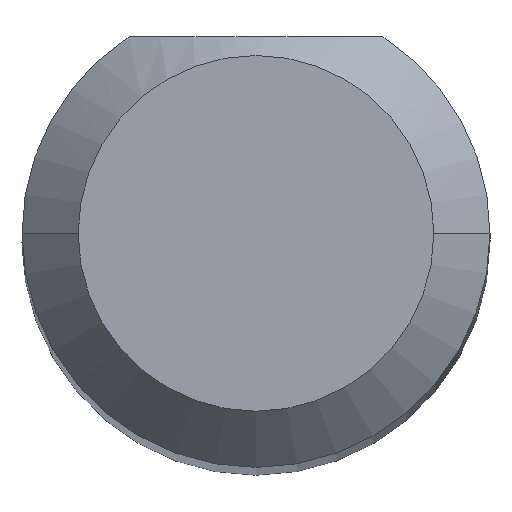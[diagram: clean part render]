
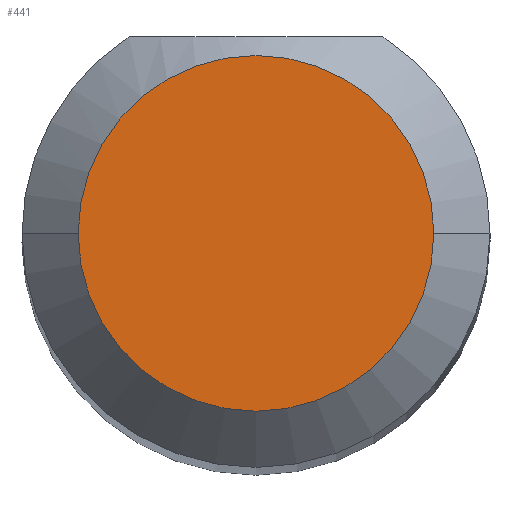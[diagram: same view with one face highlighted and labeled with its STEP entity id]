
A CAD part, top view. The second image highlights one B-rep face of the part: STEP entity #441.
In plain terms, the highlighted planar face has unit normal (0, 0, 1).
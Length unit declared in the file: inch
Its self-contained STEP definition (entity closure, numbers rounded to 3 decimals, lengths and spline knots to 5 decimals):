
#73 = DIRECTION ( 'NONE',  ( 0., 0., 1. ) ) ;
#140 = CIRCLE ( 'NONE', #532, 0.0475 ) ;
#154 = EDGE_LOOP ( 'NONE', ( #493, #223 ) ) ;
#223 = ORIENTED_EDGE ( 'NONE', *, *, #533, .F. ) ;
#235 = DIRECTION ( 'NONE',  ( -1., 0., 0. ) ) ;
#239 = CIRCLE ( 'NONE', #347, 0.0475 ) ;
#252 = CARTESIAN_POINT ( 'NONE',  ( 0.25, 0., 1.5 ) ) ;
#287 = CARTESIAN_POINT ( 'NONE',  ( 0.25, 0., 1.5 ) ) ;
#301 = DIRECTION ( 'NONE',  ( 0., 0., -1. ) ) ;
#303 = EDGE_CURVE ( 'NONE', #310, #501, #140, .T. ) ;
#310 = VERTEX_POINT ( 'NONE', #396 ) ;
#328 = DIRECTION ( 'NONE',  ( -1., 0., 0. ) ) ;
#347 = AXIS2_PLACEMENT_3D ( 'NONE', #252, #301, #427 ) ;
#386 = AXIS2_PLACEMENT_3D ( 'NONE', #287, #73, #328 ) ;
#396 = CARTESIAN_POINT ( 'NONE',  ( 0.2975, 0., 1.5 ) ) ;
#427 = DIRECTION ( 'NONE',  ( -1., 0., 0. ) ) ;
#441 = ADVANCED_FACE ( 'NONE', ( #467 ), #471, .T. ) ;
#445 = DIRECTION ( 'NONE',  ( 0., 0., -1. ) ) ;
#467 = FACE_OUTER_BOUND ( 'NONE', #154, .T. ) ;
#471 = PLANE ( 'NONE',  #386 ) ;
#493 = ORIENTED_EDGE ( 'NONE', *, *, #303, .F. ) ;
#495 = CARTESIAN_POINT ( 'NONE',  ( 0.25, 0., 1.5 ) ) ;
#501 = VERTEX_POINT ( 'NONE', #559 ) ;
#532 = AXIS2_PLACEMENT_3D ( 'NONE', #495, #445, #235 ) ;
#533 = EDGE_CURVE ( 'NONE', #501, #310, #239, .T. ) ;
#559 = CARTESIAN_POINT ( 'NONE',  ( 0.2025, 0., 1.5 ) ) ;
